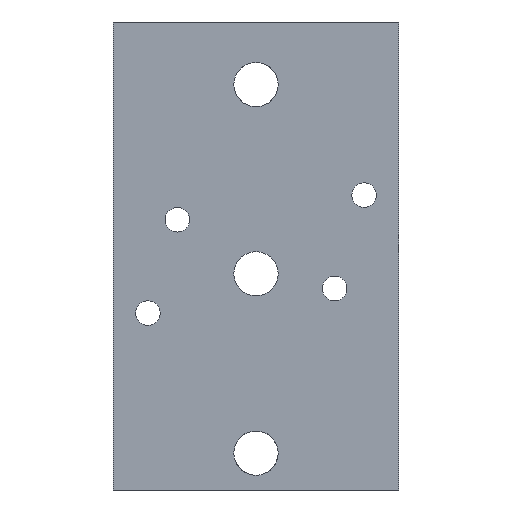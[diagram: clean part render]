
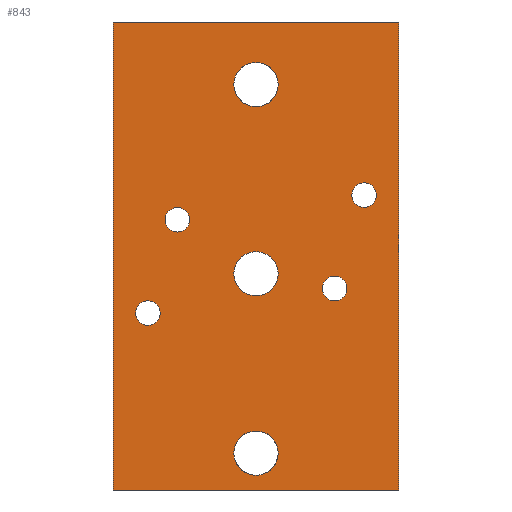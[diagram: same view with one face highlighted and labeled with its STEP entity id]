
A CAD part, left-side view. The second image highlights one B-rep face of the part: STEP entity #843.
In plain terms, the highlighted planar face has unit normal (-1, 0, 0).
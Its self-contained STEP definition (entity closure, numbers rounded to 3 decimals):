
#29=FACE_BOUND('',#152,.T.);
#30=FACE_BOUND('',#153,.T.);
#31=FACE_BOUND('',#154,.T.);
#32=FACE_BOUND('',#155,.T.);
#33=FACE_BOUND('',#156,.T.);
#34=FACE_BOUND('',#157,.T.);
#35=FACE_BOUND('',#158,.T.);
#44=CIRCLE('',#897,2.25);
#45=CIRCLE('',#898,2.25);
#46=CIRCLE('',#899,2.25);
#47=CIRCLE('',#900,2.25);
#48=CIRCLE('',#901,2.25);
#49=CIRCLE('',#902,2.25);
#50=CIRCLE('',#903,1.25);
#51=CIRCLE('',#904,1.25);
#52=CIRCLE('',#905,1.25);
#53=CIRCLE('',#906,1.25);
#54=CIRCLE('',#907,1.25);
#55=CIRCLE('',#908,1.25);
#56=CIRCLE('',#909,1.25);
#57=CIRCLE('',#910,1.25);
#85=PLANE('',#896);
#111=FACE_OUTER_BOUND('',#151,.T.);
#151=EDGE_LOOP('',(#636,#637,#638,#639));
#152=EDGE_LOOP('',(#640,#641));
#153=EDGE_LOOP('',(#642,#643));
#154=EDGE_LOOP('',(#644,#645));
#155=EDGE_LOOP('',(#646,#647));
#156=EDGE_LOOP('',(#648,#649));
#157=EDGE_LOOP('',(#650,#651));
#158=EDGE_LOOP('',(#652,#653));
#217=LINE('',#1330,#295);
#218=LINE('',#1332,#296);
#219=LINE('',#1334,#297);
#220=LINE('',#1335,#298);
#295=VECTOR('',#1008,10.);
#296=VECTOR('',#1009,10.);
#297=VECTOR('',#1010,10.);
#298=VECTOR('',#1011,10.);
#386=VERTEX_POINT('',#1328);
#387=VERTEX_POINT('',#1329);
#388=VERTEX_POINT('',#1331);
#389=VERTEX_POINT('',#1333);
#390=VERTEX_POINT('',#1336);
#391=VERTEX_POINT('',#1337);
#392=VERTEX_POINT('',#1340);
#393=VERTEX_POINT('',#1341);
#394=VERTEX_POINT('',#1344);
#395=VERTEX_POINT('',#1345);
#396=VERTEX_POINT('',#1348);
#397=VERTEX_POINT('',#1349);
#398=VERTEX_POINT('',#1352);
#399=VERTEX_POINT('',#1353);
#400=VERTEX_POINT('',#1356);
#401=VERTEX_POINT('',#1357);
#402=VERTEX_POINT('',#1360);
#403=VERTEX_POINT('',#1361);
#483=EDGE_CURVE('',#386,#387,#217,.T.);
#484=EDGE_CURVE('',#387,#388,#218,.T.);
#485=EDGE_CURVE('',#388,#389,#219,.T.);
#486=EDGE_CURVE('',#389,#386,#220,.T.);
#487=EDGE_CURVE('',#390,#391,#44,.T.);
#488=EDGE_CURVE('',#391,#390,#45,.T.);
#489=EDGE_CURVE('',#392,#393,#46,.T.);
#490=EDGE_CURVE('',#393,#392,#47,.T.);
#491=EDGE_CURVE('',#394,#395,#48,.T.);
#492=EDGE_CURVE('',#395,#394,#49,.T.);
#493=EDGE_CURVE('',#396,#397,#50,.T.);
#494=EDGE_CURVE('',#397,#396,#51,.T.);
#495=EDGE_CURVE('',#398,#399,#52,.T.);
#496=EDGE_CURVE('',#399,#398,#53,.T.);
#497=EDGE_CURVE('',#400,#401,#54,.T.);
#498=EDGE_CURVE('',#401,#400,#55,.T.);
#499=EDGE_CURVE('',#402,#403,#56,.T.);
#500=EDGE_CURVE('',#403,#402,#57,.T.);
#636=ORIENTED_EDGE('',*,*,#483,.T.);
#637=ORIENTED_EDGE('',*,*,#484,.T.);
#638=ORIENTED_EDGE('',*,*,#485,.T.);
#639=ORIENTED_EDGE('',*,*,#486,.T.);
#640=ORIENTED_EDGE('',*,*,#487,.T.);
#641=ORIENTED_EDGE('',*,*,#488,.T.);
#642=ORIENTED_EDGE('',*,*,#489,.T.);
#643=ORIENTED_EDGE('',*,*,#490,.T.);
#644=ORIENTED_EDGE('',*,*,#491,.T.);
#645=ORIENTED_EDGE('',*,*,#492,.T.);
#646=ORIENTED_EDGE('',*,*,#493,.T.);
#647=ORIENTED_EDGE('',*,*,#494,.T.);
#648=ORIENTED_EDGE('',*,*,#495,.T.);
#649=ORIENTED_EDGE('',*,*,#496,.T.);
#650=ORIENTED_EDGE('',*,*,#497,.T.);
#651=ORIENTED_EDGE('',*,*,#498,.T.);
#652=ORIENTED_EDGE('',*,*,#499,.T.);
#653=ORIENTED_EDGE('',*,*,#500,.T.);
#843=ADVANCED_FACE('',(#111,#29,#30,#31,#32,#33,#34,#35),#85,.T.);
#896=AXIS2_PLACEMENT_3D('',#1327,#1006,#1007);
#897=AXIS2_PLACEMENT_3D('',#1338,#1012,#1013);
#898=AXIS2_PLACEMENT_3D('',#1339,#1014,#1015);
#899=AXIS2_PLACEMENT_3D('',#1342,#1016,#1017);
#900=AXIS2_PLACEMENT_3D('',#1343,#1018,#1019);
#901=AXIS2_PLACEMENT_3D('',#1346,#1020,#1021);
#902=AXIS2_PLACEMENT_3D('',#1347,#1022,#1023);
#903=AXIS2_PLACEMENT_3D('',#1350,#1024,#1025);
#904=AXIS2_PLACEMENT_3D('',#1351,#1026,#1027);
#905=AXIS2_PLACEMENT_3D('',#1354,#1028,#1029);
#906=AXIS2_PLACEMENT_3D('',#1355,#1030,#1031);
#907=AXIS2_PLACEMENT_3D('',#1358,#1032,#1033);
#908=AXIS2_PLACEMENT_3D('',#1359,#1034,#1035);
#909=AXIS2_PLACEMENT_3D('',#1362,#1036,#1037);
#910=AXIS2_PLACEMENT_3D('',#1363,#1038,#1039);
#1006=DIRECTION('center_axis',(-1.,0.,0.));
#1007=DIRECTION('ref_axis',(0.,0.,-1.));
#1008=DIRECTION('',(0.,1.,0.));
#1009=DIRECTION('',(0.,0.,-1.));
#1010=DIRECTION('',(0.,-1.,0.));
#1011=DIRECTION('',(0.,0.,1.));
#1012=DIRECTION('center_axis',(1.,0.,0.));
#1013=DIRECTION('ref_axis',(0.,-1.,0.));
#1014=DIRECTION('center_axis',(1.,0.,0.));
#1015=DIRECTION('ref_axis',(0.,-1.,0.));
#1016=DIRECTION('center_axis',(1.,0.,0.));
#1017=DIRECTION('ref_axis',(0.,-1.,0.));
#1018=DIRECTION('center_axis',(1.,0.,0.));
#1019=DIRECTION('ref_axis',(0.,-1.,0.));
#1020=DIRECTION('center_axis',(1.,0.,0.));
#1021=DIRECTION('ref_axis',(0.,-1.,0.));
#1022=DIRECTION('center_axis',(1.,0.,0.));
#1023=DIRECTION('ref_axis',(0.,-1.,0.));
#1024=DIRECTION('center_axis',(1.,0.,0.));
#1025=DIRECTION('ref_axis',(0.,-1.,0.));
#1026=DIRECTION('center_axis',(1.,0.,0.));
#1027=DIRECTION('ref_axis',(0.,-1.,0.));
#1028=DIRECTION('center_axis',(1.,0.,0.));
#1029=DIRECTION('ref_axis',(0.,-1.,0.));
#1030=DIRECTION('center_axis',(1.,0.,0.));
#1031=DIRECTION('ref_axis',(0.,-1.,0.));
#1032=DIRECTION('center_axis',(1.,0.,0.));
#1033=DIRECTION('ref_axis',(0.,-1.,0.));
#1034=DIRECTION('center_axis',(1.,0.,0.));
#1035=DIRECTION('ref_axis',(0.,-1.,0.));
#1036=DIRECTION('center_axis',(1.,0.,0.));
#1037=DIRECTION('ref_axis',(0.,-1.,0.));
#1038=DIRECTION('center_axis',(1.,0.,0.));
#1039=DIRECTION('ref_axis',(0.,-1.,0.));
#1327=CARTESIAN_POINT('Origin',(-26.051,25.4,50.8));
#1328=CARTESIAN_POINT('',(-26.051,-14.899,50.794));
#1329=CARTESIAN_POINT('',(-26.051,14.101,50.794));
#1330=CARTESIAN_POINT('',(-26.051,12.501,50.794));
#1331=CARTESIAN_POINT('',(-26.051,14.101,3.174));
#1332=CARTESIAN_POINT('',(-26.051,14.101,50.8));
#1333=CARTESIAN_POINT('',(-26.051,-14.899,3.174));
#1334=CARTESIAN_POINT('',(-26.051,25.4,3.174));
#1335=CARTESIAN_POINT('',(-26.051,-14.899,38.892));
#1336=CARTESIAN_POINT('',(-26.051,-2.649,25.174));
#1337=CARTESIAN_POINT('',(-26.051,1.851,25.174));
#1338=CARTESIAN_POINT('Origin',(-26.051,-0.399,25.174));
#1339=CARTESIAN_POINT('Origin',(-26.051,-0.399,25.174));
#1340=CARTESIAN_POINT('',(-26.051,-2.649,6.924));
#1341=CARTESIAN_POINT('',(-26.051,1.851,6.924));
#1342=CARTESIAN_POINT('Origin',(-26.051,-0.399,6.924));
#1343=CARTESIAN_POINT('Origin',(-26.051,-0.399,6.924));
#1344=CARTESIAN_POINT('',(-26.051,-2.649,44.424));
#1345=CARTESIAN_POINT('',(-26.051,1.851,44.424));
#1346=CARTESIAN_POINT('Origin',(-26.051,-0.399,44.424));
#1347=CARTESIAN_POINT('Origin',(-26.051,-0.399,44.424));
#1348=CARTESIAN_POINT('',(-26.051,-9.649,23.674));
#1349=CARTESIAN_POINT('',(-26.051,-7.149,23.674));
#1350=CARTESIAN_POINT('Origin',(-26.051,-8.399,23.674));
#1351=CARTESIAN_POINT('Origin',(-26.051,-8.399,23.674));
#1352=CARTESIAN_POINT('',(-26.051,6.351,30.674));
#1353=CARTESIAN_POINT('',(-26.051,8.851,30.674));
#1354=CARTESIAN_POINT('Origin',(-26.051,7.601,30.674));
#1355=CARTESIAN_POINT('Origin',(-26.051,7.601,30.674));
#1356=CARTESIAN_POINT('',(-26.051,-12.649,33.174));
#1357=CARTESIAN_POINT('',(-26.051,-10.149,33.174));
#1358=CARTESIAN_POINT('Origin',(-26.051,-11.399,33.174));
#1359=CARTESIAN_POINT('Origin',(-26.051,-11.399,33.174));
#1360=CARTESIAN_POINT('',(-26.051,9.351,21.174));
#1361=CARTESIAN_POINT('',(-26.051,11.851,21.174));
#1362=CARTESIAN_POINT('Origin',(-26.051,10.601,21.174));
#1363=CARTESIAN_POINT('Origin',(-26.051,10.601,21.174));
